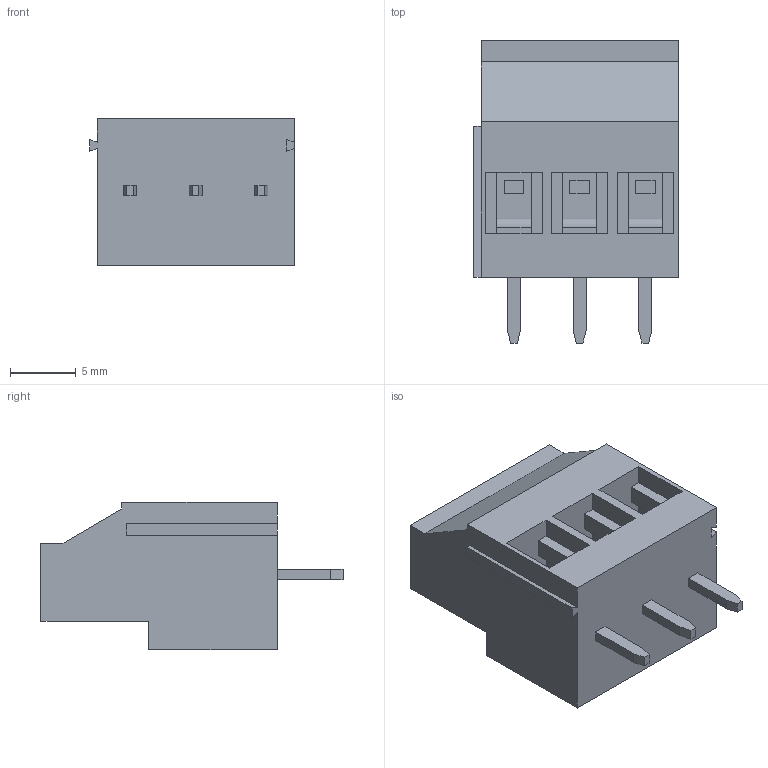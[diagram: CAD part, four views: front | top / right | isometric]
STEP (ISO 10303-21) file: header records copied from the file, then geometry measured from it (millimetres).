
FILE_DESCRIPTION(('STEP AP214'),'1');
FILE_NAME('MVST253-5-V.stp','2014-09-08T15:40:52',(' '),(' '),'Spatial InterOp 3D',' ',' ');
FILE_SCHEMA(('automotive_design'));
Length unit declared in the file: metre
Products named in the file (1): 1
Bounding box: 15.55 x 23 x 11.2 mm (x, y, z)
Volume: 1991.5 mm3; surface area: 2194.5 mm2
Topology: 1 solids, 3 shells, 146 faces, 375 edges, 251 vertices
Faces by surface type: plane 137, cylinder 9
Full cylindrical faces by diameter (mm): 3.6 x3, 3.9 x3
Entity records: 5467 total; most frequent: CARTESIAN_POINT 755, ORIENTED_EDGE 726, DIRECTION 684, EDGE_CURVE 363, LINE 336, VECTOR 336, VERTEX_POINT 245, AXIS2_PLACEMENT_3D 174
